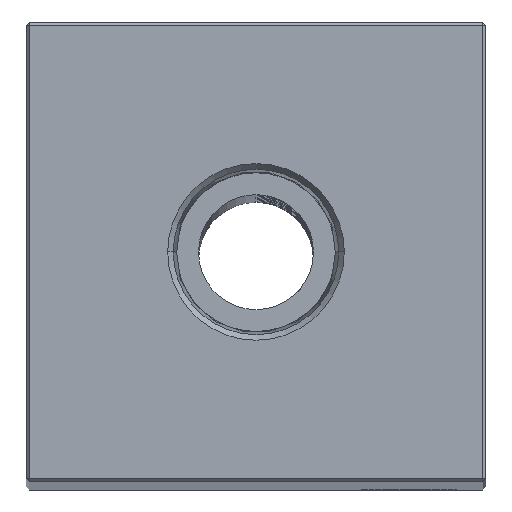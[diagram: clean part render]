
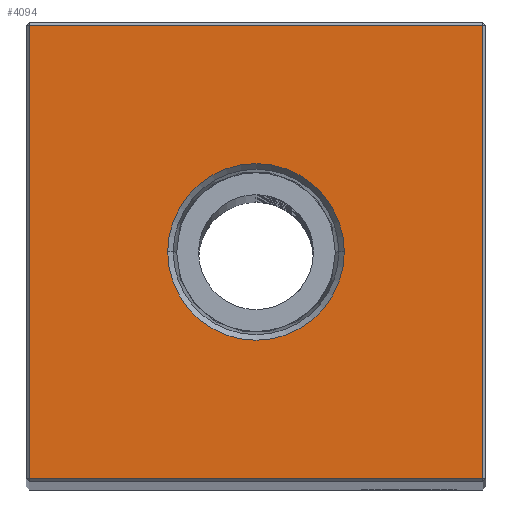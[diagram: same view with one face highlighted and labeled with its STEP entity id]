
A CAD part, top view. The second image highlights one B-rep face of the part: STEP entity #4094.
In plain terms, the highlighted planar face has unit normal (0, 0, 1).
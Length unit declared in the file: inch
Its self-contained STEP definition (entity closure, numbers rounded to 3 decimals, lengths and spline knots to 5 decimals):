
#12 = CARTESIAN_POINT ( 'NONE',  ( 0., 0., 15.25 ) ) ;
#1090 = DIRECTION ( 'NONE',  ( 0., 0., 1. ) ) ;
#3393 = VECTOR ( 'NONE', #17435, 39.37008 ) ;
#3663 = VERTEX_POINT ( 'NONE', #31122 ) ;
#4094 = ADVANCED_FACE ( 'NONE', ( #9820, #19897 ), #30061, .F. ) ;
#4924 = CARTESIAN_POINT ( 'NONE',  ( -0.74, 0., 15.25 ) ) ;
#6452 = DIRECTION ( 'NONE',  ( 0., 0., 1. ) ) ;
#6469 = CARTESIAN_POINT ( 'NONE',  ( 0.74, 0.74, 15.25 ) ) ;
#7109 = AXIS2_PLACEMENT_3D ( 'NONE', #23814, #1090, #11196 ) ;
#7362 = CARTESIAN_POINT ( 'NONE',  ( 0., 0.74, 15.25 ) ) ;
#7517 = AXIS2_PLACEMENT_3D ( 'NONE', #12, #10140, #20235 ) ;
#8053 = DIRECTION ( 'NONE',  ( 1., 0., 0. ) ) ;
#8736 = VERTEX_POINT ( 'NONE', #6469 ) ;
#8862 = EDGE_LOOP ( 'NONE', ( #24298, #10807 ) ) ;
#9597 = LINE ( 'NONE', #19670, #12349 ) ;
#9820 = FACE_OUTER_BOUND ( 'NONE', #14168, .T. ) ;
#10140 = DIRECTION ( 'NONE',  ( 0., 0., -1. ) ) ;
#10807 = ORIENTED_EDGE ( 'NONE', *, *, #10890, .F. ) ;
#10890 = EDGE_CURVE ( 'NONE', #24751, #31233, #21368, .T. ) ;
#11196 = DIRECTION ( 'NONE',  ( 1., 0., 0. ) ) ;
#11707 = ORIENTED_EDGE ( 'NONE', *, *, #14914, .T. ) ;
#12349 = VECTOR ( 'NONE', #29833, 39.37008 ) ;
#12812 = VERTEX_POINT ( 'NONE', #26409 ) ;
#13795 = VECTOR ( 'NONE', #8053, 39.37008 ) ;
#14168 = EDGE_LOOP ( 'NONE', ( #32026, #11707, #32513, #22579 ) ) ;
#14914 = EDGE_CURVE ( 'NONE', #12812, #3663, #20625, .T. ) ;
#14999 = DIRECTION ( 'NONE',  ( 0., -1., 0. ) ) ;
#15991 = CARTESIAN_POINT ( 'NONE',  ( 0.288, 0., 15.25 ) ) ;
#16526 = DIRECTION ( 'NONE',  ( 1., 0., 0. ) ) ;
#17123 = EDGE_CURVE ( 'NONE', #3663, #8736, #9597, .T. ) ;
#17162 = VECTOR ( 'NONE', #14999, 39.37008 ) ;
#17435 = DIRECTION ( 'NONE',  ( -1., 0., 0. ) ) ;
#17562 = AXIS2_PLACEMENT_3D ( 'NONE', #29175, #6452, #16526 ) ;
#18707 = VERTEX_POINT ( 'NONE', #28014 ) ;
#19670 = CARTESIAN_POINT ( 'NONE',  ( 0.74, 0., 15.25 ) ) ;
#19897 = FACE_BOUND ( 'NONE', #8862, .T. ) ;
#20235 = DIRECTION ( 'NONE',  ( -1., 0., 0. ) ) ;
#20625 = LINE ( 'NONE', #30776, #13795 ) ;
#21368 = CIRCLE ( 'NONE', #7109, 0.288 ) ;
#22579 = ORIENTED_EDGE ( 'NONE', *, *, #32209, .T. ) ;
#22623 = EDGE_CURVE ( 'NONE', #31233, #24751, #31918, .T. ) ;
#23814 = CARTESIAN_POINT ( 'NONE',  ( 0., 0., 15.25 ) ) ;
#24024 = CARTESIAN_POINT ( 'NONE',  ( -0.288, 0., 15.25 ) ) ;
#24298 = ORIENTED_EDGE ( 'NONE', *, *, #22623, .F. ) ;
#24751 = VERTEX_POINT ( 'NONE', #24024 ) ;
#26409 = CARTESIAN_POINT ( 'NONE',  ( -0.74, -0.74, 15.25 ) ) ;
#27635 = LINE ( 'NONE', #4924, #17162 ) ;
#28014 = CARTESIAN_POINT ( 'NONE',  ( -0.74, 0.74, 15.25 ) ) ;
#29175 = CARTESIAN_POINT ( 'NONE',  ( 0., 0., 15.25 ) ) ;
#29833 = DIRECTION ( 'NONE',  ( 0., 1., 0. ) ) ;
#30061 = PLANE ( 'NONE',  #7517 ) ;
#30089 = LINE ( 'NONE', #7362, #3393 ) ;
#30776 = CARTESIAN_POINT ( 'NONE',  ( 0., -0.74, 15.25 ) ) ;
#31122 = CARTESIAN_POINT ( 'NONE',  ( 0.74, -0.74, 15.25 ) ) ;
#31233 = VERTEX_POINT ( 'NONE', #15991 ) ;
#31918 = CIRCLE ( 'NONE', #17562, 0.288 ) ;
#32026 = ORIENTED_EDGE ( 'NONE', *, *, #32858, .T. ) ;
#32209 = EDGE_CURVE ( 'NONE', #8736, #18707, #30089, .T. ) ;
#32513 = ORIENTED_EDGE ( 'NONE', *, *, #17123, .T. ) ;
#32858 = EDGE_CURVE ( 'NONE', #18707, #12812, #27635, .T. ) ;
